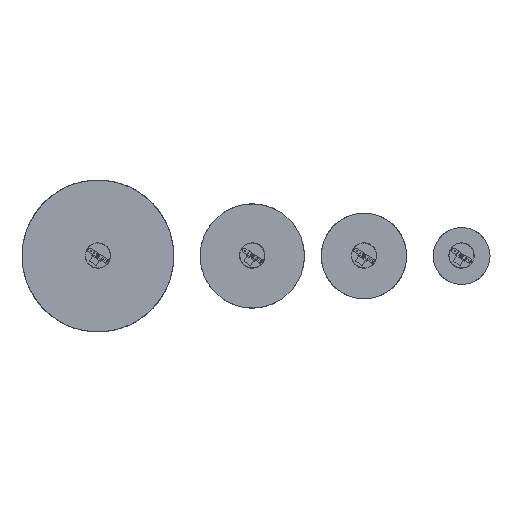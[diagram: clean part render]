
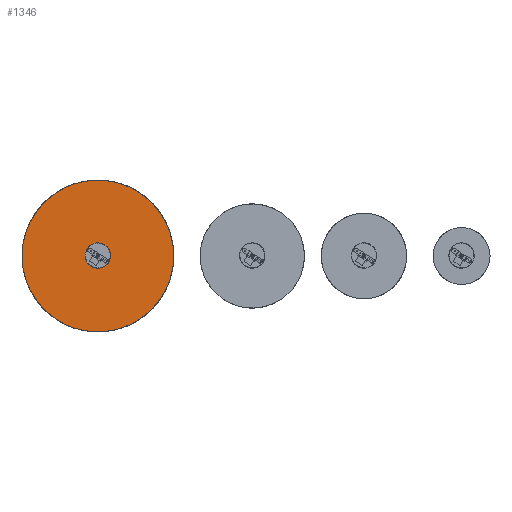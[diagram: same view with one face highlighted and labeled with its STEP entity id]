
A CAD part, top view. The second image highlights one B-rep face of the part: STEP entity #1346.
In plain terms, the highlighted planar face has unit normal (0, 0, 1).
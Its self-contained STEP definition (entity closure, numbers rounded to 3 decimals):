
#470=FACE_BOUND('',#3357,.T.);
#1346=ADVANCED_FACE('',(#2329,#470),#15553,.T.);
#2329=FACE_OUTER_BOUND('',#3356,.T.);
#3356=EDGE_LOOP('',(#7926,#7927));
#3357=EDGE_LOOP('',(#7928,#7929));
#7926=ORIENTED_EDGE('',*,*,#10698,.F.);
#7927=ORIENTED_EDGE('',*,*,#10702,.T.);
#7928=ORIENTED_EDGE('',*,*,#10695,.F.);
#7929=ORIENTED_EDGE('',*,*,#10705,.T.);
#10695=EDGE_CURVE('',#14881,#14882,#11473,.T.);
#10698=EDGE_CURVE('',#14884,#14885,#11475,.T.);
#10702=EDGE_CURVE('',#14884,#14885,#11477,.T.);
#10705=EDGE_CURVE('',#14881,#14882,#11480,.T.);
#11473=(
BOUNDED_CURVE()
B_SPLINE_CURVE(2,(#45792,#45793,#45794,#45795,#45796),.UNSPECIFIED.,.F.,
 .F.)
B_SPLINE_CURVE_WITH_KNOTS((3,2,3),(0.,13.634,27.268),
 .UNSPECIFIED.)
CURVE()
GEOMETRIC_REPRESENTATION_ITEM()
RATIONAL_B_SPLINE_CURVE((1.,0.707,1.,0.707,1.))
REPRESENTATION_ITEM('')
);
#11475=(
BOUNDED_CURVE()
B_SPLINE_CURVE(2,(#45804,#45805,#45806,#45807,#45808),.UNSPECIFIED.,.F.,
 .F.)
B_SPLINE_CURVE_WITH_KNOTS((3,2,3),(0.,812.017,1624.033),
 .UNSPECIFIED.)
CURVE()
GEOMETRIC_REPRESENTATION_ITEM()
RATIONAL_B_SPLINE_CURVE((1.,0.707,1.,0.707,1.))
REPRESENTATION_ITEM('')
);
#11477=(
BOUNDED_CURVE()
B_SPLINE_CURVE(2,(#45818,#45819,#45820,#45821,#45822),.UNSPECIFIED.,.F.,
 .F.)
B_SPLINE_CURVE_WITH_KNOTS((3,2,3),(-1624.033,-812.017,
0.),.UNSPECIFIED.)
CURVE()
GEOMETRIC_REPRESENTATION_ITEM()
RATIONAL_B_SPLINE_CURVE((1.,0.707,1.,0.707,1.))
REPRESENTATION_ITEM('')
);
#11480=(
BOUNDED_CURVE()
B_SPLINE_CURVE(2,(#45833,#45834,#45835,#45836,#45837),.UNSPECIFIED.,.F.,
 .F.)
B_SPLINE_CURVE_WITH_KNOTS((3,2,3),(-27.268,-13.634,
0.),.UNSPECIFIED.)
CURVE()
GEOMETRIC_REPRESENTATION_ITEM()
RATIONAL_B_SPLINE_CURVE((1.,0.707,1.,0.707,1.))
REPRESENTATION_ITEM('')
);
#14881=VERTEX_POINT('',#45783);
#14882=VERTEX_POINT('',#45784);
#14884=VERTEX_POINT('',#45786);
#14885=VERTEX_POINT('',#45787);
#15553=PLANE('',#16848);
#16848=AXIS2_PLACEMENT_3D('',#45762,#17496,$);
#17496=DIRECTION('',(0.,0.,1.));
#45762=CARTESIAN_POINT('',(-54.277,-19.179,7.945));
#45783=CARTESIAN_POINT('',(-35.364,0.002,7.945));
#45784=CARTESIAN_POINT('',(-34.827,0.002,7.945));
#45786=CARTESIAN_POINT('',(-51.08,0.002,7.945));
#45787=CARTESIAN_POINT('',(-19.111,0.002,7.945));
#45792=CARTESIAN_POINT('',(-35.364,0.002,7.945));
#45793=CARTESIAN_POINT('',(-35.364,-0.266,7.945));
#45794=CARTESIAN_POINT('',(-35.096,-0.266,7.945));
#45795=CARTESIAN_POINT('',(-34.827,-0.266,7.945));
#45796=CARTESIAN_POINT('',(-34.827,0.002,7.945));
#45804=CARTESIAN_POINT('',(-51.08,0.002,7.945));
#45805=CARTESIAN_POINT('',(-51.08,15.987,7.945));
#45806=CARTESIAN_POINT('',(-35.096,15.987,7.945));
#45807=CARTESIAN_POINT('',(-19.111,15.987,7.945));
#45808=CARTESIAN_POINT('',(-19.111,0.002,7.945));
#45818=CARTESIAN_POINT('',(-51.08,0.002,7.945));
#45819=CARTESIAN_POINT('',(-51.08,-15.982,7.945));
#45820=CARTESIAN_POINT('',(-35.096,-15.982,7.945));
#45821=CARTESIAN_POINT('',(-19.111,-15.982,7.945));
#45822=CARTESIAN_POINT('',(-19.111,0.002,7.945));
#45833=CARTESIAN_POINT('',(-35.364,0.002,7.945));
#45834=CARTESIAN_POINT('',(-35.364,0.27,7.945));
#45835=CARTESIAN_POINT('',(-35.096,0.27,7.945));
#45836=CARTESIAN_POINT('',(-34.827,0.27,7.945));
#45837=CARTESIAN_POINT('',(-34.827,0.002,7.945));
